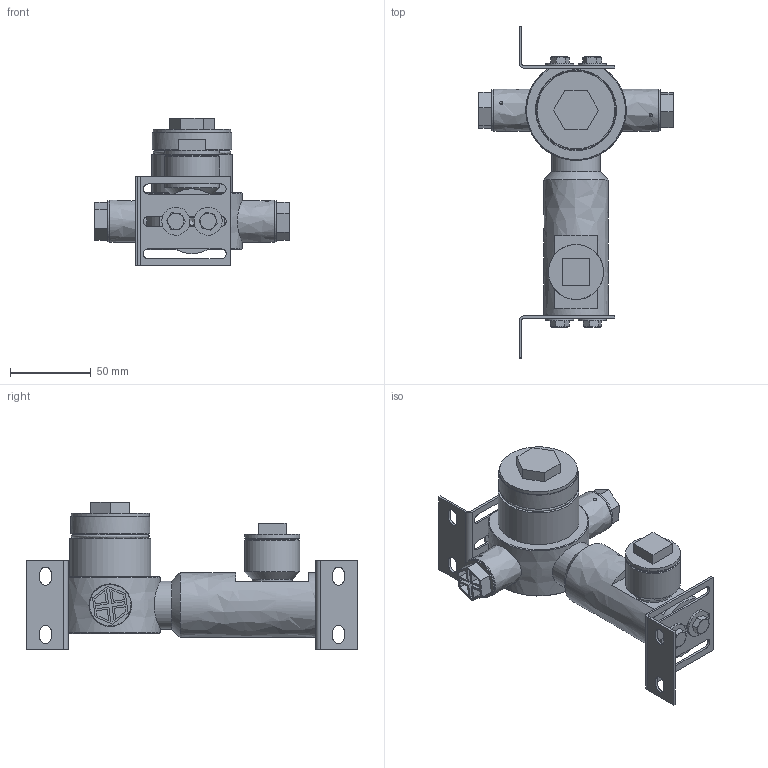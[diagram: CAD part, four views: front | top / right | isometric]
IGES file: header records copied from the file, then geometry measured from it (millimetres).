
Global section: file name: V720-RH-AIS; native system: Autodesk Inventor 2018; preprocessor: unknown; author: rclarke; date: 20170928.095039; units: millimetre
Bounding box: 120.2 x 205 x 91.3 mm (x, y, z)
Volume: 266807.8 mm3; surface area: 109787.5 mm2
Topology: 22 solids, 22 shells, 413 faces, 1026 edges, 701 vertices
Faces by surface type: bspline 413
